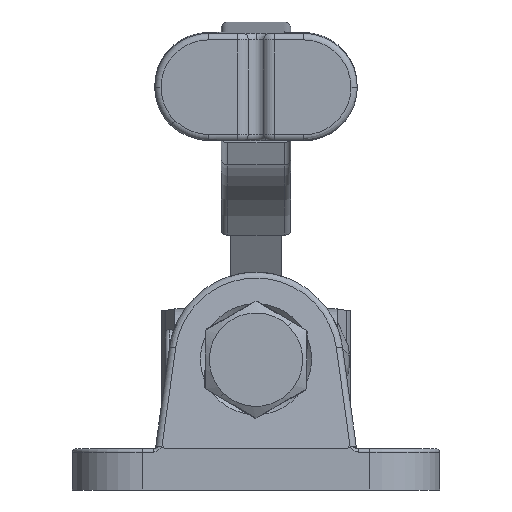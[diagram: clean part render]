
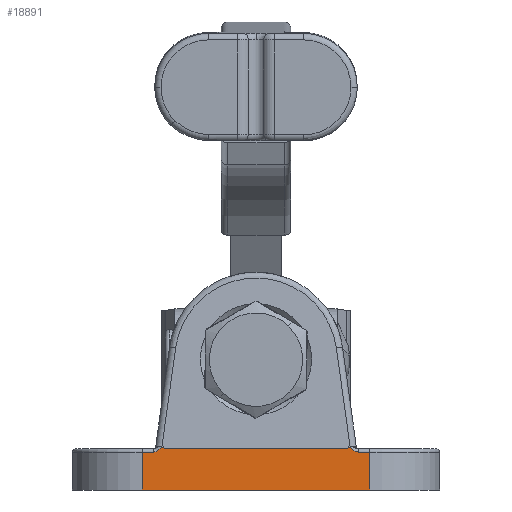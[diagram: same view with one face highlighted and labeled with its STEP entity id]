
A CAD part, left-side view. The second image highlights one B-rep face of the part: STEP entity #18891.
In plain terms, the highlighted planar face has unit normal (-1, 0, 0).
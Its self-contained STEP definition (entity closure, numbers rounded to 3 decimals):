
#16702 = VECTOR ( 'NONE', #17545, 1000. ) ;
#16703 = CARTESIAN_POINT ( 'NONE',  ( 0., 47., 6. ) ) ;
#16704 = LINE ( 'NONE', #16703, #16702 ) ;
#16706 = CARTESIAN_POINT ( 'NONE',  ( 0., 45.238, 6. ) ) ;
#16707 = CARTESIAN_POINT ( 'NONE',  ( 0., 45.238, 6. ) ) ;
#16708 = CARTESIAN_POINT ( 'NONE',  ( 0., 45.065, 6. ) ) ;
#16709 = CARTESIAN_POINT ( 'NONE',  ( 0., 44.896, 6.04 ) ) ;
#16710 = CARTESIAN_POINT ( 'NONE',  ( 0., 44.583, 6.175 ) ) ;
#16711 = CARTESIAN_POINT ( 'NONE',  ( 0., 44.439, 6.272 ) ) ;
#16713 = CARTESIAN_POINT ( 'NONE',  ( 0., 44.243, 6.435 ) ) ;
#16714 = CARTESIAN_POINT ( 'NONE',  ( 0., 44.18, 6.493 ) ) ;
#16715 = CARTESIAN_POINT ( 'NONE',  ( 0., 44.084, 6.578 ) ) ;
#17466 = PLANE ( 'NONE',  #17475 ) ;
#17467 = FACE_OUTER_BOUND ( 'NONE', #18893, .T. ) ;
#17473 = DIRECTION ( 'NONE',  ( 1., 0., 0. ) ) ;
#17474 = CARTESIAN_POINT ( 'NONE',  ( 0., 47., 6.5 ) ) ;
#17475 = AXIS2_PLACEMENT_3D ( 'NONE', #17474, #17473, #17498 ) ;
#17494 = DIRECTION ( 'NONE',  ( 0., 0., -1. ) ) ;
#17495 = VECTOR ( 'NONE', #17494, 1000. ) ;
#17496 = CARTESIAN_POINT ( 'NONE',  ( 0., 11., 6.5 ) ) ;
#17497 = LINE ( 'NONE', #17496, #17495 ) ;
#17498 = DIRECTION ( 'NONE',  ( 0., 0., -1. ) ) ;
#17500 = LINE ( 'NONE', #17565, #17564 ) ;
#17501 = CARTESIAN_POINT ( 'NONE',  ( 0., 13.103, 6.039 ) ) ;
#17502 = CARTESIAN_POINT ( 'NONE',  ( 0., 12.935, 6. ) ) ;
#17503 = CARTESIAN_POINT ( 'NONE',  ( 0., 12.762, 6. ) ) ;
#17504 = CARTESIAN_POINT ( 'NONE',  ( 0., 14.524, 6.478 ) ) ;
#17505 = B_SPLINE_CURVE_WITH_KNOTS ( 'NONE', 3,
 ( #17503, #17502, #17501, #17561, #17560, #17559, #17558, #17557, #17556, #17555, #17554, #17553, #17552, #17551, #17550, #17549, #17548, #17547 ),
 .UNSPECIFIED., .F., .F.,
 ( 4, 2, 2, 2, 2, 2, 2, 2, 4 ),
 ( 0., 0.001, 0.001, 0.001, 0.001, 0.002, 0.002, 0.002, 0.002 ),
 .UNSPECIFIED. ) ;
#17524 = CARTESIAN_POINT ( 'NONE',  ( 0., 12.762, 6. ) ) ;
#17525 = DIRECTION ( 'NONE',  ( 0., 1., 0. ) ) ;
#17526 = VECTOR ( 'NONE', #17525, 1000. ) ;
#17527 = CARTESIAN_POINT ( 'NONE',  ( 0., 13.079, 6. ) ) ;
#17528 = LINE ( 'NONE', #17527, #17526 ) ;
#17529 = CARTESIAN_POINT ( 'NONE',  ( 0., 11., 6. ) ) ;
#17530 = CARTESIAN_POINT ( 'NONE',  ( 0., 44.052, 6.607 ) ) ;
#17531 = CARTESIAN_POINT ( 'NONE',  ( 0., 43.984, 6.659 ) ) ;
#17532 = CARTESIAN_POINT ( 'NONE',  ( 0., 43.95, 6.683 ) ) ;
#17533 = CARTESIAN_POINT ( 'NONE',  ( 0., 43.87, 6.715 ) ) ;
#17534 = CARTESIAN_POINT ( 'NONE',  ( 0., 43.825, 6.718 ) ) ;
#17535 = CARTESIAN_POINT ( 'NONE',  ( 0., 43.743, 6.692 ) ) ;
#17536 = CARTESIAN_POINT ( 'NONE',  ( 0., 43.706, 6.669 ) ) ;
#17537 = CARTESIAN_POINT ( 'NONE',  ( 0., 43.603, 6.593 ) ) ;
#17538 = CARTESIAN_POINT ( 'NONE',  ( 0., 43.54, 6.534 ) ) ;
#17544 = CARTESIAN_POINT ( 'NONE',  ( 0., 43.476, 6.478 ) ) ;
#17545 = DIRECTION ( 'NONE',  ( 0., 1., 0. ) ) ;
#17546 = B_SPLINE_CURVE_WITH_KNOTS ( 'NONE', 3,
 ( #17544, #17538, #17537, #17536, #17535, #17534, #17533, #17532, #17531, #17530, #16715, #16714, #16713, #16711, #16710, #16709, #16708, #16707 ),
 .UNSPECIFIED., .F., .F.,
 ( 4, 2, 2, 2, 2, 2, 2, 2, 4 ),
 ( 0., 0., 0., 0.001, 0.001, 0.001, 0.001, 0.002, 0.002 ),
 .UNSPECIFIED. ) ;
#17547 = CARTESIAN_POINT ( 'NONE',  ( 0., 14.524, 6.478 ) ) ;
#17548 = CARTESIAN_POINT ( 'NONE',  ( 0., 14.46, 6.534 ) ) ;
#17549 = CARTESIAN_POINT ( 'NONE',  ( 0., 14.397, 6.593 ) ) ;
#17550 = CARTESIAN_POINT ( 'NONE',  ( 0., 14.294, 6.668 ) ) ;
#17551 = CARTESIAN_POINT ( 'NONE',  ( 0., 14.258, 6.692 ) ) ;
#17552 = CARTESIAN_POINT ( 'NONE',  ( 0., 14.176, 6.718 ) ) ;
#17553 = CARTESIAN_POINT ( 'NONE',  ( 0., 14.131, 6.715 ) ) ;
#17554 = CARTESIAN_POINT ( 'NONE',  ( 0., 14.052, 6.684 ) ) ;
#17555 = CARTESIAN_POINT ( 'NONE',  ( 0., 14.016, 6.659 ) ) ;
#17556 = CARTESIAN_POINT ( 'NONE',  ( 0., 13.948, 6.607 ) ) ;
#17557 = CARTESIAN_POINT ( 'NONE',  ( 0., 13.916, 6.578 ) ) ;
#17558 = CARTESIAN_POINT ( 'NONE',  ( 0., 13.82, 6.493 ) ) ;
#17559 = CARTESIAN_POINT ( 'NONE',  ( 0., 13.757, 6.435 ) ) ;
#17560 = CARTESIAN_POINT ( 'NONE',  ( 0., 13.559, 6.271 ) ) ;
#17561 = CARTESIAN_POINT ( 'NONE',  ( 0., 13.417, 6.175 ) ) ;
#17562 = CARTESIAN_POINT ( 'NONE',  ( 0., 43.476, 6.478 ) ) ;
#17563 = DIRECTION ( 'NONE',  ( 0., 1., 0. ) ) ;
#17564 = VECTOR ( 'NONE', #17563, 1000. ) ;
#17565 = CARTESIAN_POINT ( 'NONE',  ( 0., 47., 6.478 ) ) ;
#17621 = CARTESIAN_POINT ( 'NONE',  ( 0., 47., 6. ) ) ;
#17622 = DIRECTION ( 'NONE',  ( 0., 0., -1. ) ) ;
#17623 = VECTOR ( 'NONE', #17622, 1000. ) ;
#17624 = CARTESIAN_POINT ( 'NONE',  ( 0., 47., 6.5 ) ) ;
#17625 = LINE ( 'NONE', #17624, #17623 ) ;
#18891 = ADVANCED_FACE ( 'NONE', ( #17467 ), #17466, .F. ) ;
#18893 = EDGE_LOOP ( 'NONE', ( #18895, #18898, #18949, #18952, #18955, #18958, #18960, #18996 ) ) ;
#18895 = ORIENTED_EDGE ( 'NONE', *, *, #18896, .F. ) ;
#18896 = EDGE_CURVE ( 'NONE', #18897, #22143, #17497, .T. ) ;
#18897 = VERTEX_POINT ( 'NONE', #17529 ) ;
#18898 = ORIENTED_EDGE ( 'NONE', *, *, #18899, .T. ) ;
#18899 = EDGE_CURVE ( 'NONE', #18897, #18900, #17528, .T. ) ;
#18900 = VERTEX_POINT ( 'NONE', #17524 ) ;
#18949 = ORIENTED_EDGE ( 'NONE', *, *, #18950, .T. ) ;
#18950 = EDGE_CURVE ( 'NONE', #18900, #18951, #17505, .T. ) ;
#18951 = VERTEX_POINT ( 'NONE', #17504 ) ;
#18952 = ORIENTED_EDGE ( 'NONE', *, *, #18953, .T. ) ;
#18953 = EDGE_CURVE ( 'NONE', #18951, #18954, #17500, .T. ) ;
#18954 = VERTEX_POINT ( 'NONE', #17562 ) ;
#18955 = ORIENTED_EDGE ( 'NONE', *, *, #18956, .T. ) ;
#18956 = EDGE_CURVE ( 'NONE', #18954, #18957, #17546, .T. ) ;
#18957 = VERTEX_POINT ( 'NONE', #16706 ) ;
#18958 = ORIENTED_EDGE ( 'NONE', *, *, #18959, .T. ) ;
#18959 = EDGE_CURVE ( 'NONE', #18957, #18989, #16704, .T. ) ;
#18960 = ORIENTED_EDGE ( 'NONE', *, *, #18988, .T. ) ;
#18988 = EDGE_CURVE ( 'NONE', #18989, #22146, #17625, .T. ) ;
#18989 = VERTEX_POINT ( 'NONE', #17621 ) ;
#18996 = ORIENTED_EDGE ( 'NONE', *, *, #22145, .T. ) ;
#22143 = VERTEX_POINT ( 'NONE', #34601 ) ;
#22145 = EDGE_CURVE ( 'NONE', #22146, #22143, #34600, .T. ) ;
#22146 = VERTEX_POINT ( 'NONE', #34596 ) ;
#34596 = CARTESIAN_POINT ( 'NONE',  ( 0., 47., 0. ) ) ;
#34597 = DIRECTION ( 'NONE',  ( 0., -1., 0. ) ) ;
#34598 = VECTOR ( 'NONE', #34597, 1000. ) ;
#34599 = CARTESIAN_POINT ( 'NONE',  ( 0., 47., 0. ) ) ;
#34600 = LINE ( 'NONE', #34599, #34598 ) ;
#34601 = CARTESIAN_POINT ( 'NONE',  ( 0., 11., 0. ) ) ;
